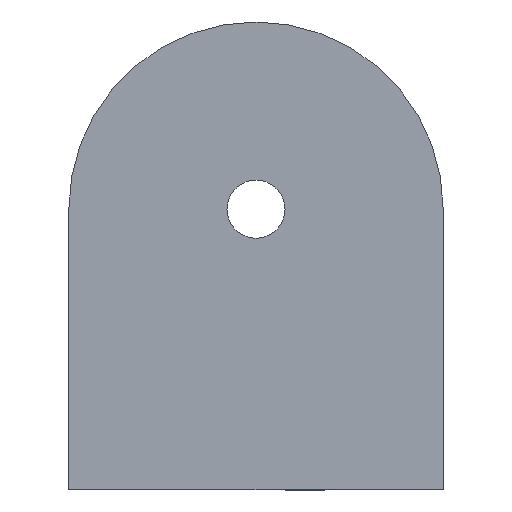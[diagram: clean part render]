
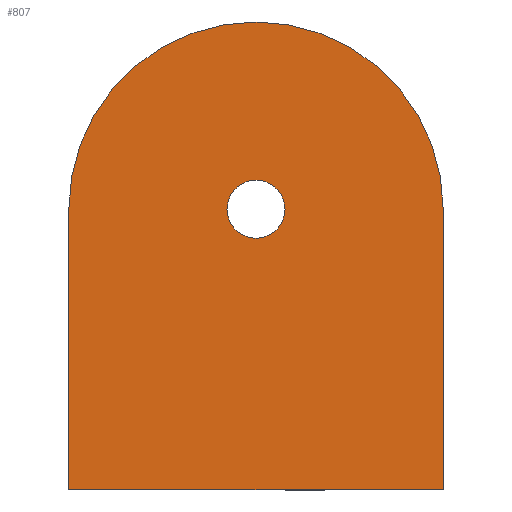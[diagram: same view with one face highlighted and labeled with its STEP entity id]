
A CAD part, front view. The second image highlights one B-rep face of the part: STEP entity #807.
In plain terms, the highlighted planar face has unit normal (0, -1, 0).
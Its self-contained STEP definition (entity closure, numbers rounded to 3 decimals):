
#251=CARTESIAN_POINT('',(0.0,0.0,15.0));
#252=VERTEX_POINT('',#251);
#259=CARTESIAN_POINT('',(20.,0.,15.0));
#260=VERTEX_POINT('',#259);
#261=CARTESIAN_POINT('',(10.,0.0,15.0));
#262=DIRECTION('',(0.0,1.0,0.0));
#263=DIRECTION('',(0.707,0.0,0.707));
#264=AXIS2_PLACEMENT_3D('',#261,#262,#263);
#265=CIRCLE('',#264,10.);
#266=EDGE_CURVE('',#252,#260,#265,.T.);
#293=CARTESIAN_POINT('',(20.,0.,0.0));
#294=VERTEX_POINT('',#293);
#301=CARTESIAN_POINT('',(0.0,0.0,0.0));
#302=VERTEX_POINT('',#301);
#303=CARTESIAN_POINT('',(0.0,0.0,0.0));
#304=DIRECTION('',(1.0,0.0,0.0));
#305=VECTOR('',#304,20.);
#306=LINE('',#303,#305);
#307=EDGE_CURVE('',#302,#294,#306,.T.);
#745=CARTESIAN_POINT('',(11.55,0.0,15.0));
#746=VERTEX_POINT('',#745);
#747=CARTESIAN_POINT('',(10.,0.0,15.0));
#748=DIRECTION('',(0.0,1.0,0.0));
#749=DIRECTION('',(-1.0,0.0,0.0));
#750=AXIS2_PLACEMENT_3D('',#747,#748,#749);
#751=CIRCLE('',#750,1.55);
#752=EDGE_CURVE('',#746,#746,#751,.T.);
#766=CARTESIAN_POINT('',(0.0,0.0,0.0));
#767=DIRECTION('',(0.0,0.0,1.0));
#768=VECTOR('',#767,15.0);
#769=LINE('',#766,#768);
#770=EDGE_CURVE('',#302,#252,#769,.T.);
#781=CARTESIAN_POINT('',(20.,0.,0.0));
#782=DIRECTION('',(0.0,0.0,1.0));
#783=VECTOR('',#782,15.0);
#784=LINE('',#781,#783);
#785=EDGE_CURVE('',#294,#260,#784,.T.);
#793=CARTESIAN_POINT('',(0.0,0.0,0.0));
#794=DIRECTION('',(0.0,-1.0,0.0));
#795=DIRECTION('',(1.0,0.0,0.0));
#796=AXIS2_PLACEMENT_3D('',#793,#794,#795);
#797=PLANE('',#796);
#798=ORIENTED_EDGE('',*,*,#266,.F.);
#799=ORIENTED_EDGE('',*,*,#770,.F.);
#800=ORIENTED_EDGE('',*,*,#307,.T.);
#801=ORIENTED_EDGE('',*,*,#785,.T.);
#802=EDGE_LOOP('',(#798,#799,#800,#801));
#803=FACE_OUTER_BOUND('',#802,.T.);
#804=ORIENTED_EDGE('',*,*,#752,.T.);
#805=EDGE_LOOP('',(#804));
#806=FACE_BOUND('',#805,.T.);
#807=ADVANCED_FACE('',(#803,#806),#797,.T.);
